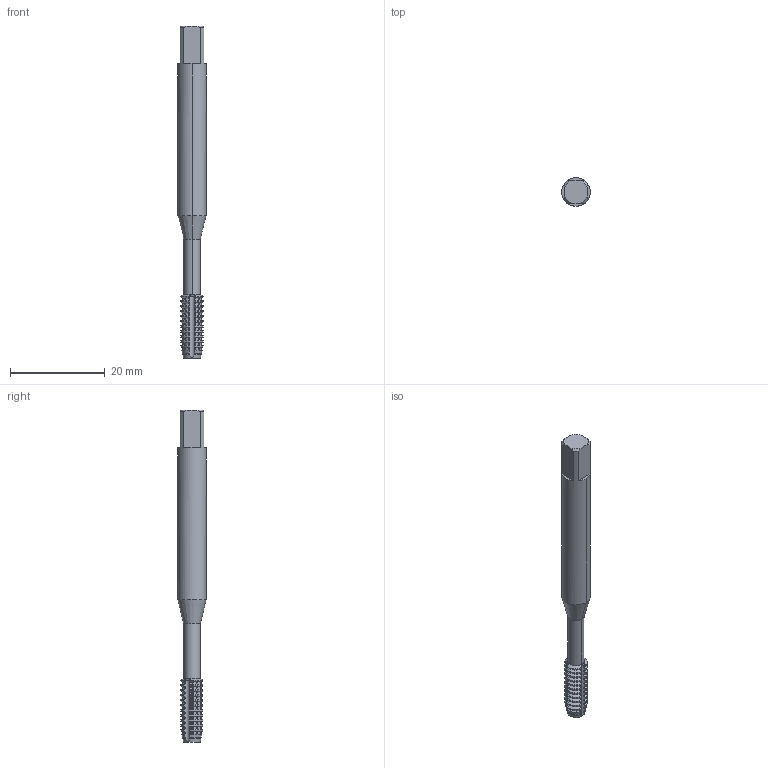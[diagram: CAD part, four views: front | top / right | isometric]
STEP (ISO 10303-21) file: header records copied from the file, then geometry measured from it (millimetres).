
FILE_DESCRIPTION(('no description'),'unknown implementation level');
FILE_NAME('solidzce5saCL9tCSvsY6odY0ASDGeFk_1.STP',' ',('CIM GmbH Aachen'),('CADClick - KiM GmbH - www.kimweb.de'),'unknown preprocess','ACIS','unknown authorization');
FILE_SCHEMA(('automotive_design'));
Length unit declared in the file: millimetre
Products named in the file (2): 1; 2
Bounding box: 6 x 6 x 70 mm (x, y, z)
Volume: 1468.7 mm3; surface area: 1530.6 mm2
Topology: 2 solids, 2 shells, 358 faces, 1006 edges, 652 vertices
Faces by surface type: cone 144, cylinder 122, plane 83, revolution 9
Entity records: 24049 total; most frequent: CARTESIAN_POINT 3701, STYLED_ITEM 2018, PRESENTATION_STYLE_ASSIGNMENT 2018, COLOUR_RGB 2018, ORIENTED_EDGE 2012, DIRECTION 1859, EDGE_CURVE 1006, CURVE_STYLE 1006
